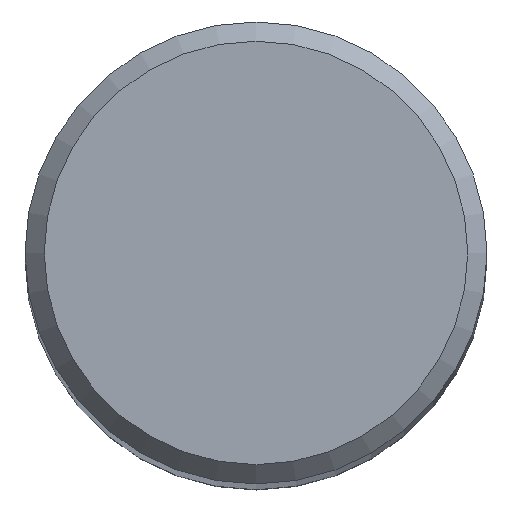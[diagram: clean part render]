
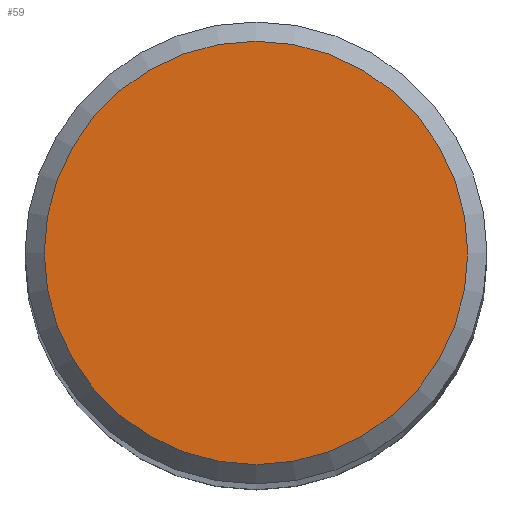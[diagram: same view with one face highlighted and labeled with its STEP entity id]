
A CAD part, top view. The second image highlights one B-rep face of the part: STEP entity #59.
In plain terms, the highlighted planar face has unit normal (0, 0, 1).
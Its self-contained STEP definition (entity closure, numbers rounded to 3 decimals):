
#59=ADVANCED_FACE('',(#71),#67,.T.);
#67=PLANE('',#176);
#71=FACE_OUTER_BOUND('',#77,.T.);
#77=EDGE_LOOP('',(#91));
#91=ORIENTED_EDGE('',*,*,#111,.T.);
#104=VERTEX_POINT('',#255);
#111=EDGE_CURVE('',#104,#104,#118,.T.);
#118=CIRCLE('',#175,5.5);
#175=AXIS2_PLACEMENT_3D('',#254,#202,#203);
#176=AXIS2_PLACEMENT_3D('',#256,#204,#205);
#202=DIRECTION('',(0.,0.,1.));
#203=DIRECTION('',(1.,0.,0.));
#204=DIRECTION('',(0.,0.,1.));
#205=DIRECTION('',(1.,0.,0.));
#254=CARTESIAN_POINT('',(0.,0.,0.));
#255=CARTESIAN_POINT('',(5.5,0.,0.));
#256=CARTESIAN_POINT('',(0.,0.,0.));
